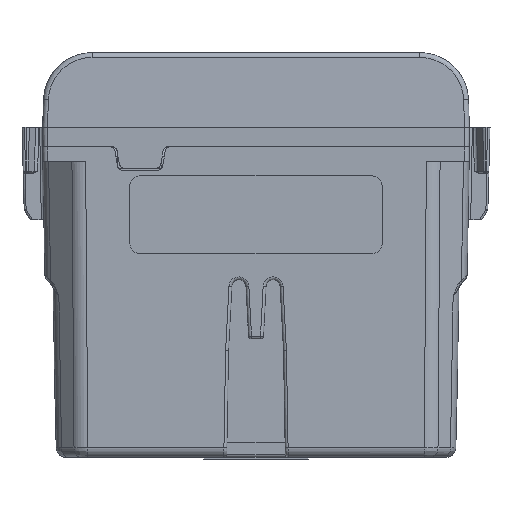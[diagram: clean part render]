
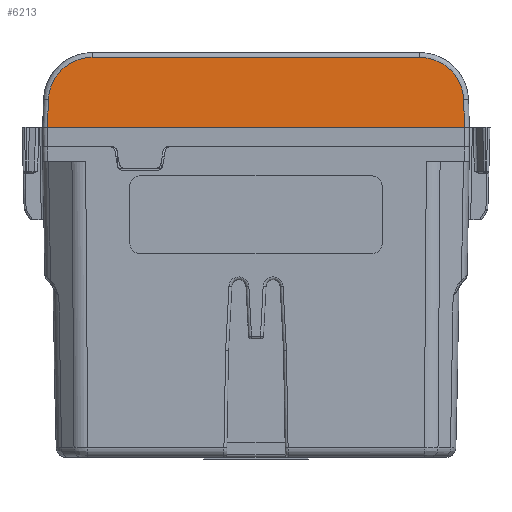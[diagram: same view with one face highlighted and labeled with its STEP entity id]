
A CAD part, left-side view. The second image highlights one B-rep face of the part: STEP entity #6213.
In plain terms, the highlighted planar face has unit normal (-0.999, 0, 0.035).
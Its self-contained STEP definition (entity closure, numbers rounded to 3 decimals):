
#6175=AXIS2_PLACEMENT_3D('Plane Axis2P3D',#6172,#6173,#6174) ;
#3006=CARTESIAN_POINT('Vertex',(-11.,21.5,2.)) ;
#3510=CARTESIAN_POINT('Line Origine',(-10.891,21.391,5.132)) ;
#3514=CARTESIAN_POINT('Vertex',(-10.9,21.4,4.874)) ;
#6126=CARTESIAN_POINT('Control Point',(-10.9,21.4,4.874)) ;
#6127=CARTESIAN_POINT('Control Point',(-10.879,21.38,5.459)) ;
#6128=CARTESIAN_POINT('Control Point',(-10.859,21.264,6.04)) ;
#6129=CARTESIAN_POINT('Control Point',(-10.839,21.055,6.597)) ;
#6130=CARTESIAN_POINT('Control Point',(-10.804,20.462,7.624)) ;
#6131=CARTESIAN_POINT('Control Point',(-10.776,19.575,8.41)) ;
#6132=CARTESIAN_POINT('Control Point',(-10.765,19.07,8.727)) ;
#6133=CARTESIAN_POINT('Control Point',(-10.754,18.324,9.04)) ;
#6134=CARTESIAN_POINT('Control Point',(-10.749,17.538,9.18)) ;
#6135=CARTESIAN_POINT('Control Point',(-10.748,17.327,9.205)) ;
#6136=CARTESIAN_POINT('Control Point',(-10.748,17.115,9.217)) ;
#6137=CARTESIAN_POINT('Control Point',(-10.748,16.903,9.217)) ;
#6138=CARTESIAN_POINT('Vertex',(-10.748,16.903,9.217)) ;
#6172=CARTESIAN_POINT('Axis2P3D Location',(-11.,-11.,2.)) ;
#6178=CARTESIAN_POINT('Control Point',(-11.,-21.5,2.)) ;
#6179=CARTESIAN_POINT('Control Point',(-10.9,-21.4,4.874)) ;
#6180=CARTESIAN_POINT('Vertex',(-10.9,-21.4,4.874)) ;
#6182=CARTESIAN_POINT('Vertex',(-11.,-21.5,2.)) ;
#6186=CARTESIAN_POINT('Control Point',(-10.748,-16.903,9.217)) ;
#6187=CARTESIAN_POINT('Control Point',(-10.748,-18.285,9.217)) ;
#6188=CARTESIAN_POINT('Control Point',(-10.766,-19.669,8.688)) ;
#6189=CARTESIAN_POINT('Control Point',(-10.804,-20.775,7.619)) ;
#6190=CARTESIAN_POINT('Control Point',(-10.851,-21.352,6.256)) ;
#6191=CARTESIAN_POINT('Control Point',(-10.9,-21.4,4.874)) ;
#6192=CARTESIAN_POINT('Vertex',(-10.748,-16.903,9.217)) ;
#6195=CARTESIAN_POINT('Line Origine',(-10.748,0.,9.217)) ;
#6200=CARTESIAN_POINT('Line Origine',(-11.,0.,2.)) ;
#3511=DIRECTION('Vector Direction',(0.035,-0.035,0.999)) ;
#6173=DIRECTION('Axis2P3D Direction',(0.999,0.,-0.035)) ;
#6174=DIRECTION('Axis2P3D XDirection',(0.,-1.,0.)) ;
#6196=DIRECTION('Vector Direction',(0.,-1.,0.)) ;
#6201=DIRECTION('Vector Direction',(0.,-1.,0.)) ;
#3512=VECTOR('Line Direction',#3511,1.) ;
#6197=VECTOR('Line Direction',#6196,1.) ;
#6202=VECTOR('Line Direction',#6201,1.) ;
#6206=ORIENTED_EDGE('',*,*,#6184,.F.) ;
#6207=ORIENTED_EDGE('',*,*,#6194,.F.) ;
#6208=ORIENTED_EDGE('',*,*,#6199,.F.) ;
#6209=ORIENTED_EDGE('',*,*,#6140,.F.) ;
#6210=ORIENTED_EDGE('',*,*,#3516,.F.) ;
#6211=ORIENTED_EDGE('',*,*,#6204,.F.) ;
#6213=ADVANCED_FACE('PartBody',(#6212),#6176,.F.) ;
#6125=B_SPLINE_CURVE_WITH_KNOTS('',5,(#6126,#6127,#6128,#6129,#6130,#6131,#6132,#6133,#6134,#6135,#6136,#6137),.UNSPECIFIED.,.F.,.U.,(6,3,3,6),(8.71,13.082,17.461,19.045),.UNSPECIFIED.) ;
#6177=B_SPLINE_CURVE_WITH_KNOTS('',1,(#6178,#6179),.UNSPECIFIED.,.F.,.U.,(2,2),(-3.92,-1.042),.UNSPECIFIED.) ;
#6185=B_SPLINE_CURVE_WITH_KNOTS('',5,(#6186,#6187,#6188,#6189,#6190,#6191),.UNSPECIFIED.,.F.,.U.,(6,6),(15.973,26.308),.UNSPECIFIED.) ;
#3516=EDGE_CURVE('',#3007,#3515,#3513,.T.) ;
#6140=EDGE_CURVE('',#3515,#6139,#6125,.T.) ;
#6184=EDGE_CURVE('',#6181,#6183,#6177,.F.) ;
#6194=EDGE_CURVE('',#6193,#6181,#6185,.T.) ;
#6199=EDGE_CURVE('',#6139,#6193,#6198,.T.) ;
#6204=EDGE_CURVE('',#6183,#3007,#6203,.F.) ;
#6205=EDGE_LOOP('',(#6206,#6207,#6208,#6209,#6210,#6211)) ;
#6212=FACE_OUTER_BOUND('',#6205,.T.) ;
#3513=LINE('Line',#3510,#3512) ;
#6198=LINE('Line',#6195,#6197) ;
#6203=LINE('Line',#6200,#6202) ;
#6176=PLANE('',#6175) ;
#3007=VERTEX_POINT('',#3006) ;
#3515=VERTEX_POINT('',#3514) ;
#6139=VERTEX_POINT('',#6138) ;
#6181=VERTEX_POINT('',#6180) ;
#6183=VERTEX_POINT('',#6182) ;
#6193=VERTEX_POINT('',#6192) ;
